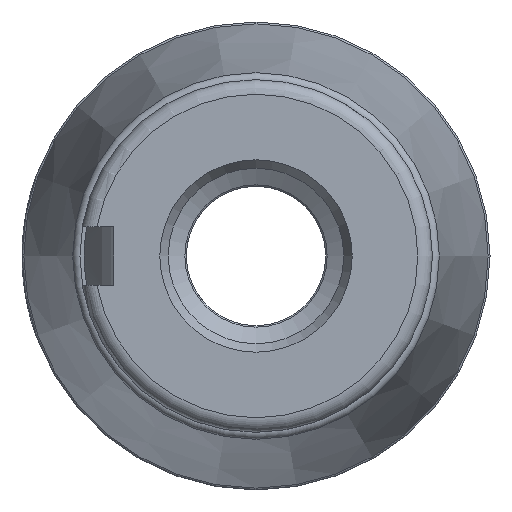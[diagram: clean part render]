
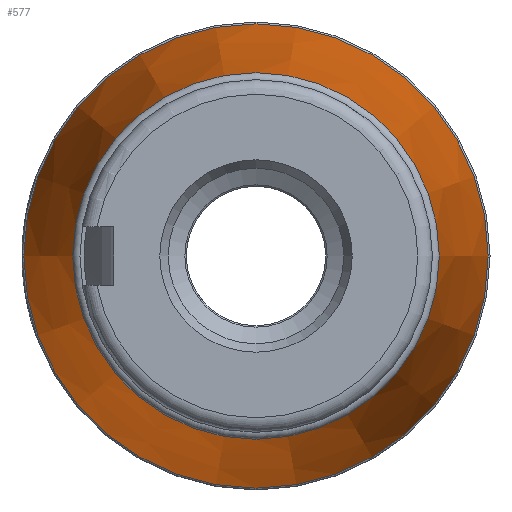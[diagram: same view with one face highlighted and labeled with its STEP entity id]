
A CAD part, left-side view. The second image highlights one B-rep face of the part: STEP entity #577.
In plain terms, the highlighted conical face has half-angle 8.425 degrees and reference radius 14.172 mm.
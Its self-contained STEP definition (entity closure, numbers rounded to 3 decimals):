
#88=FACE_OUTER_BOUND('',#126,.T.);
#126=EDGE_LOOP('',(#477,#478,#479,#480,#481));
#169=CIRCLE('',#658,15.875);
#170=CIRCLE('',#661,12.532);
#171=CIRCLE('',#662,12.532);
#198=LINE('',#1062,#226);
#226=VECTOR('',#814,14.172);
#278=VERTEX_POINT('',#1045);
#279=VERTEX_POINT('',#1051);
#280=VERTEX_POINT('',#1052);
#345=EDGE_CURVE('',#278,#278,#169,.T.);
#347=EDGE_CURVE('',#279,#280,#170,.T.);
#348=EDGE_CURVE('',#280,#279,#171,.T.);
#352=EDGE_CURVE('',#278,#280,#198,.T.);
#477=ORIENTED_EDGE('',*,*,#345,.F.);
#478=ORIENTED_EDGE('',*,*,#352,.T.);
#479=ORIENTED_EDGE('',*,*,#347,.F.);
#480=ORIENTED_EDGE('',*,*,#348,.F.);
#481=ORIENTED_EDGE('',*,*,#352,.F.);
#555=CONICAL_SURFACE('',#667,14.172,0.147);
#577=ADVANCED_FACE('',(#88),#555,.T.);
#658=AXIS2_PLACEMENT_3D('',#1047,#793,#794);
#661=AXIS2_PLACEMENT_3D('',#1053,#800,#801);
#662=AXIS2_PLACEMENT_3D('',#1054,#802,#803);
#667=AXIS2_PLACEMENT_3D('',#1061,#812,#813);
#793=DIRECTION('center_axis',(1.,0.,0.));
#794=DIRECTION('ref_axis',(0.,0.,-1.));
#800=DIRECTION('center_axis',(-1.,0.,0.));
#801=DIRECTION('ref_axis',(0.,-1.,0.));
#802=DIRECTION('center_axis',(-1.,0.,0.));
#803=DIRECTION('ref_axis',(0.,-1.,0.));
#812=DIRECTION('center_axis',(1.,0.,0.));
#813=DIRECTION('ref_axis',(0.,1.,0.));
#814=DIRECTION('',(-0.989,0.147,0.));
#1045=CARTESIAN_POINT('',(0.,-15.875,0.));
#1047=CARTESIAN_POINT('Origin',(0.,0.,0.));
#1051=CARTESIAN_POINT('',(-22.573,0.,12.532));
#1052=CARTESIAN_POINT('',(-22.573,-12.532,0.));
#1053=CARTESIAN_POINT('Origin',(-22.573,0.,
0.));
#1054=CARTESIAN_POINT('Origin',(-22.573,0.,
0.));
#1061=CARTESIAN_POINT('Origin',(-11.5,0.,0.));
#1062=CARTESIAN_POINT('',(-11.5,-14.172,0.));
